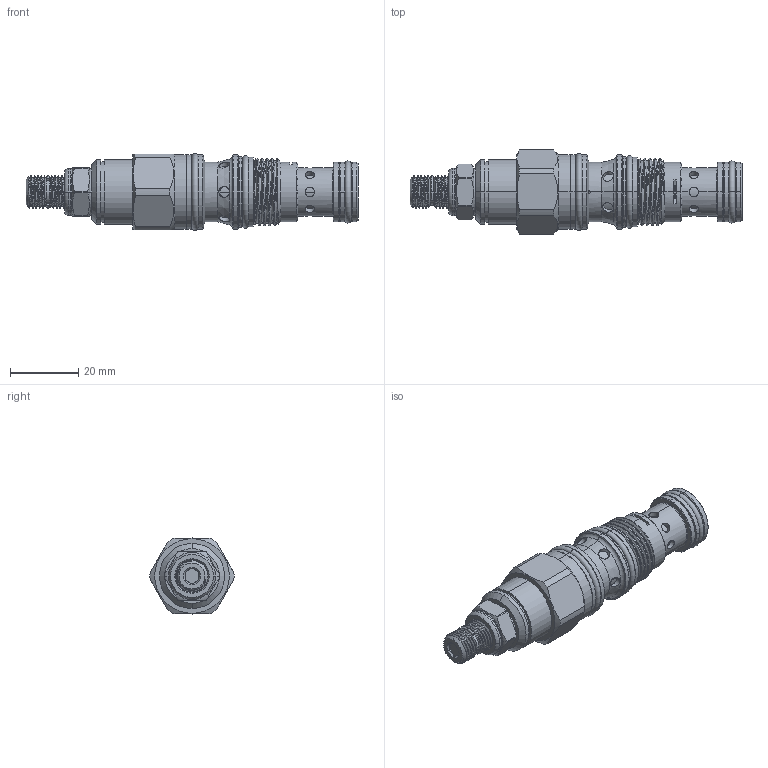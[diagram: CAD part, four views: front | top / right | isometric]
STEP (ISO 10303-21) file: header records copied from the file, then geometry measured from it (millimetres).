
FILE_DESCRIPTION (( 'STEP AP203' ), '1' );
FILE_NAME ('DP11A3M-LP.STEP', '2024-05-28T05:39:12', ( '' ), ( '' ), 'SwSTEP 2.0', 'SolidWorks 2018', '' );
FILE_SCHEMA (( 'CONFIG_CONTROL_DESIGN' ));
Length unit declared in the file: millimetre
Products named in the file (1): DP11A3M-LP
Bounding box: 97.15 x 24.59 x 22.55 mm (x, y, z)
Volume: 24368.8 mm3; surface area: 8338 mm2
Topology: 2 solids, 2 shells, 297 faces, 700 edges, 442 vertices
Faces by surface type: cylinder 156, plane 54, cone 46, torus 29, bspline 12
Entity records: 18704 total; most frequent: CARTESIAN_POINT 12102, ORIENTED_EDGE 1400, DIRECTION 1324, EDGE_CURVE 700, AXIS2_PLACEMENT_3D 550, VERTEX_POINT 442, EDGE_LOOP 332, FACE_OUTER_BOUND 297
